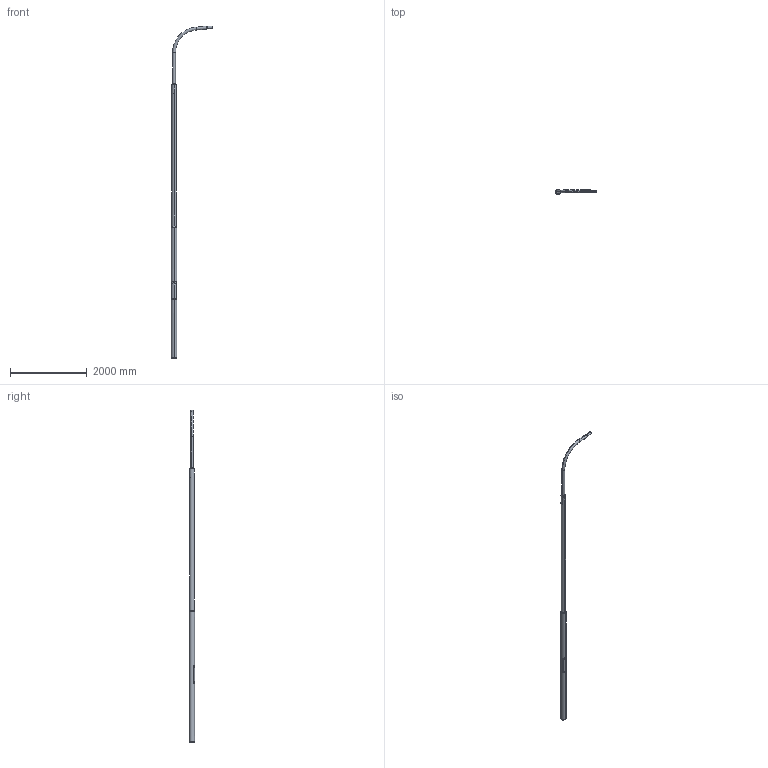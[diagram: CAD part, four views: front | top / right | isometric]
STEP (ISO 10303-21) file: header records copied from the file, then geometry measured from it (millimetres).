
FILE_DESCRIPTION (( 'STEP AP214' ), '1' );
FILE_NAME ('110420KGXS P210B208O 4608121 P-VARTINEN OLAKEPYLVÄS_3D.step', '2022-05-28T14:50:40', ( '' ), ( '' ), 'SwSTEP 2.0', 'SolidWorks 2021', '' );
FILE_SCHEMA (( 'AUTOMOTIVE_DESIGN' ));
Length unit declared in the file: millimetre
Products named in the file (14): LATTA 5X16X460 KYTKENTÄAUKON VAHVIKE_C 1; OLAKERUNKO_B208O; YKSI R_KYTKENTÄAUKON LUUKKU_LUUKKU D139,7; SOVITERENGAS OLAKEVARSI_SOVITERENGAS D76-D114; P-OLAKEVARSI_P210BO; 114,3X3,6 PY烼E鵬UTKI-LATVA_139-114 LATVAPUTKI-3700; socket set screw cone point_din_DIN 914 - M10 x 25-N; P-OLAKEVARREN AIHIO_P210BO; OLAKEVARREN LATTA_LATTA 3X14X200; socket set screw cone point_din_DIN 914 - M10 x 20-N; KYTKENTÄAUKON LATTARAUTA_LATTA 4X20X100; socket head cap screw_din_DIN 912 M6 x 16 --- 16N; 139,7X3,6 PYÖREÄPUTKI-TYVI_139 TYVIPUTKI TASALATVA-3400; 110420KGXS P210B208O 4608121 P-VARTINEN OLAKEPYLVÄS_3D
Assembly tree (21 placements, depth 3):
  110420KGXS P210B208O 4608121 P-VARTINEN OLAKEPYLVÄS_3D
    OLAKERUNKO_B208O
      139,7X3,6 PYÖREÄPUTKI-TYVI_139 TYVIPUTKI TASALATVA-3400
      114,3X3,6 PY烼E鵬UTKI-LATVA_139-114 LATVAPUTKI-3700
      socket set screw cone point_din_DIN 914 - M10 x 25-N
      socket set screw cone point_din_DIN 914 - M10 x 20-N  x2
      YKSI R_KYTKENTÄAUKON LUUKKU_LUUKKU D139,7
      socket head cap screw_din_DIN 912 M6 x 16 --- 16N  x4
      KYTKENTÄAUKON LATTARAUTA_LATTA 4X20X100  x2
      LATTA 5X16X460 KYTKENTÄAUKON VAHVIKE_C 1  x2
    P-OLAKEVARSI_P210BO
      P-OLAKEVARREN AIHIO_P210BO
      SOVITERENGAS OLAKEVARSI_SOVITERENGAS D76-D114
      OLAKEVARREN LATTA_LATTA 3X14X200  x3
Bounding box: 1072.89 x 147.2 x 8629.96 mm (x, y, z)
Volume: 11614944.3 mm3; surface area: 6766698.2 mm2
Topology: 19 solids, 19 shells, 314 faces, 738 edges, 452 vertices
Faces by surface type: plane 154, cylinder 84, cone 48, torus 26, bspline 2
Entity records: 8114 total; most frequent: CARTESIAN_POINT 2927, DIRECTION 982, ORIENTED_EDGE 952, EDGE_CURVE 476, AXIS2_PLACEMENT_3D 366, VERTEX_POINT 297, VECTOR 250, LINE 250
